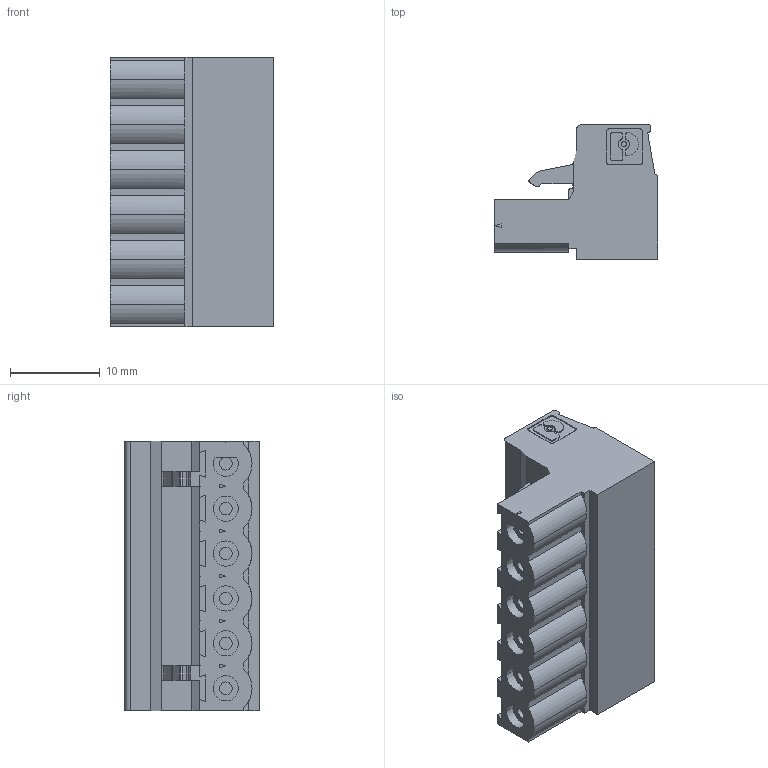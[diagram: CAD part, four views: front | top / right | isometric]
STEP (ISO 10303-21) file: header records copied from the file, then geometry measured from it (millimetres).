
FILE_DESCRIPTION(('SolidDesigner STEP Export'),'1');
FILE_NAME('mstb_2.5-6-st.stp','2000-07-13T 9:35:10',(''),(''), 'SolidDesigner STEP processor Version: 7.0(Mar 1999)for AP214(CD)(Solid Model)', 'CoCreate SolidDesigner: 07.50 21-Dec-99(C) CoCreate Software GmbH','');
FILE_SCHEMA(('AUTOMOTIVE_DESIGN_CC2 {1 2 10303 214 -1 1 5 1}'));
Length unit declared in the file: millimetre
Products named in the file (2): mstb_2.5-6-st
Assembly tree (1 placements, depth 2):
  mstb_2.5-6-st
    mstb_2.5-6-st
Bounding box: 18.2 x 15 x 30 mm (x, y, z)
Volume: 5031.4 mm3; surface area: 3082 mm2
Topology: 1 solids, 1 shells, 374 faces, 934 edges, 601 vertices
Faces by surface type: plane 272, cylinder 102
Entity records: 13306 total; most frequent: ORIENTED_EDGE 1868, CARTESIAN_POINT 1749, DIRECTION 1623, EDGE_CURVE 934, VECTOR 673, LINE 673, VERTEX_POINT 601, AXIS2_PLACEMENT_3D 475
